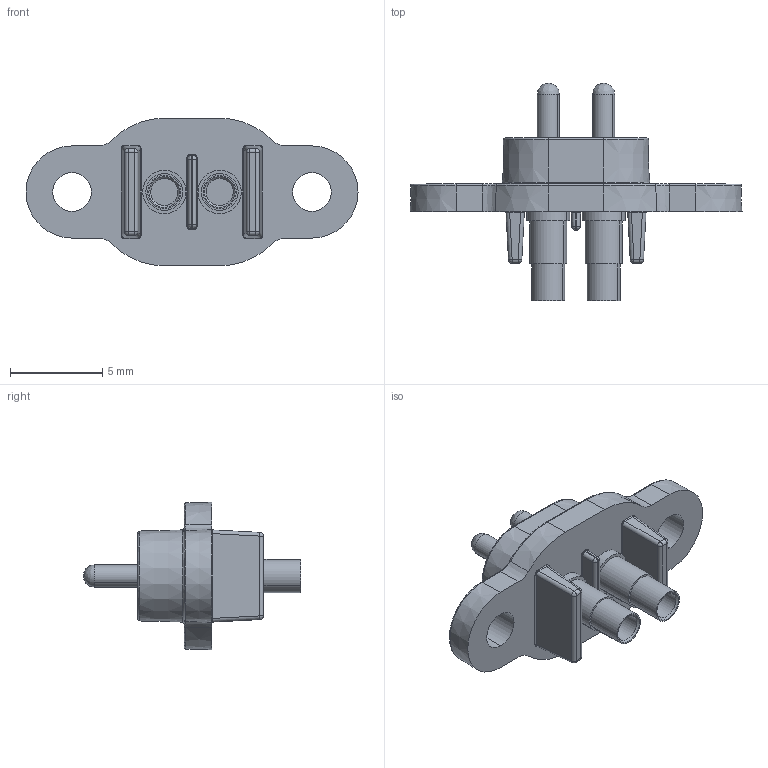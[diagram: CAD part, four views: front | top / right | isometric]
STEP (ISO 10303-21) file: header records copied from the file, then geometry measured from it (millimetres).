
FILE_DESCRIPTION (( 'STEP AP214' ), '1' );
FILE_NAME ('UEBK-30261.STEP', '2017-01-18T13:46:46', ( '' ), ( '' ), 'SwSTEP 2.0', 'SolidWorks 2017', '' );
FILE_SCHEMA (( 'AUTOMOTIVE_DESIGN' ));
Length unit declared in the file: millimetre
Products named in the file (3): UEBK-30261; UEBK-30305; Gehäuse-30261
Assembly tree (3 placements, depth 2):
  UEBK-30261
    Gehäuse-30261
    UEBK-30305  x2
Bounding box: 18 x 11.8 x 8 mm (x, y, z)
Volume: 232.2 mm3; surface area: 628.6 mm2
Topology: 1 solids, 7 shells, 212 faces, 456 edges, 264 vertices
Faces by surface type: cylinder 90, plane 44, bspline 42, cone 32, torus 4
Entity records: 6943 total; most frequent: CARTESIAN_POINT 1630, DIRECTION 802, ORIENTED_EDGE 750, EDGE_CURVE 376, AXIS2_PLACEMENT_3D 322, VERTEX_POINT 218, EDGE_LOOP 193, CIRCLE 180
